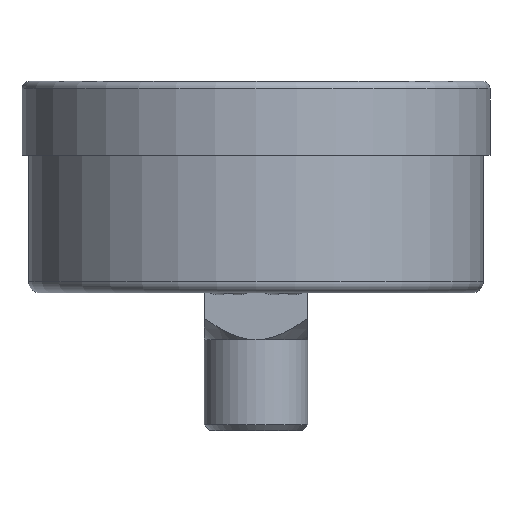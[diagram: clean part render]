
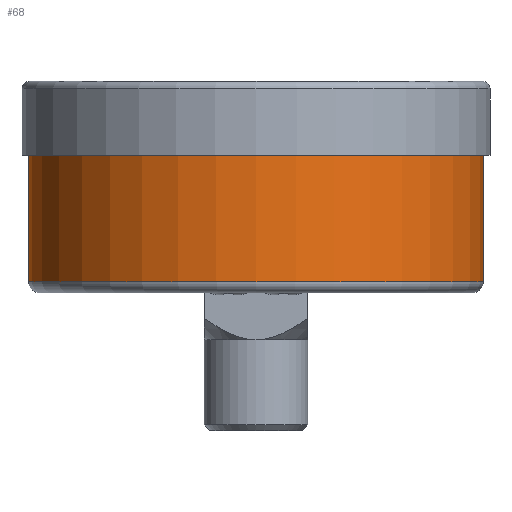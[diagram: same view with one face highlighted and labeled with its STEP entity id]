
A CAD part, front view. The second image highlights one B-rep face of the part: STEP entity #68.
In plain terms, the highlighted cylindrical face has radius 30.747 mm (diameter 61.493 mm), a full revolution.
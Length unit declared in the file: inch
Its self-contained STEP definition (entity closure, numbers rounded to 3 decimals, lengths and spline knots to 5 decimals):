
#68 = ADVANCED_FACE ( 'NONE', ( #7600, #2211 ), #9805, .T. ) ;
#81 = DIRECTION ( 'NONE',  ( 0., 0., 1. ) ) ;
#328 = DIRECTION ( 'NONE',  ( 0., 0., -1. ) ) ;
#513 = AXIS2_PLACEMENT_3D ( 'NONE', #7289, #8854, #1100 ) ;
#544 = AXIS2_PLACEMENT_3D ( 'NONE', #3928, #81, #8657 ) ;
#995 = EDGE_LOOP ( 'NONE', ( #2218 ) ) ;
#1100 = DIRECTION ( 'NONE',  ( 1., 0., 0. ) ) ;
#2211 = FACE_OUTER_BOUND ( 'NONE', #995, .T. ) ;
#2218 = ORIENTED_EDGE ( 'NONE', *, *, #8386, .T. ) ;
#3594 = CIRCLE ( 'NONE', #5858, 1.2105 ) ;
#3681 = ORIENTED_EDGE ( 'NONE', *, *, #8341, .T. ) ;
#3928 = CARTESIAN_POINT ( 'NONE',  ( 0., 0., -1.125 ) ) ;
#4339 = DIRECTION ( 'NONE',  ( 1., 0., 0. ) ) ;
#4902 = CARTESIAN_POINT ( 'NONE',  ( 1.2105, 0., -1.065 ) ) ;
#5103 = CARTESIAN_POINT ( 'NONE',  ( 0., 0., -0.394 ) ) ;
#5715 = VERTEX_POINT ( 'NONE', #6633 ) ;
#5858 = AXIS2_PLACEMENT_3D ( 'NONE', #5103, #328, #4339 ) ;
#6633 = CARTESIAN_POINT ( 'NONE',  ( 1.2105, 0., -0.394 ) ) ;
#6687 = EDGE_LOOP ( 'NONE', ( #3681 ) ) ;
#7289 = CARTESIAN_POINT ( 'NONE',  ( 0., 0., -1.065 ) ) ;
#7600 = FACE_OUTER_BOUND ( 'NONE', #6687, .T. ) ;
#8341 = EDGE_CURVE ( 'NONE', #9559, #9559, #9737, .T. ) ;
#8386 = EDGE_CURVE ( 'NONE', #5715, #5715, #3594, .T. ) ;
#8657 = DIRECTION ( 'NONE',  ( 1., 0., 0. ) ) ;
#8854 = DIRECTION ( 'NONE',  ( 0., 0., 1. ) ) ;
#9559 = VERTEX_POINT ( 'NONE', #4902 ) ;
#9737 = CIRCLE ( 'NONE', #513, 1.2105 ) ;
#9805 = CYLINDRICAL_SURFACE ( 'NONE', #544, 1.2105 ) ;
